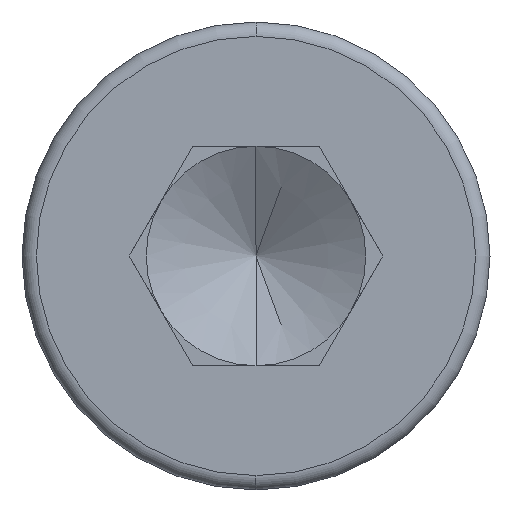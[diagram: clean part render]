
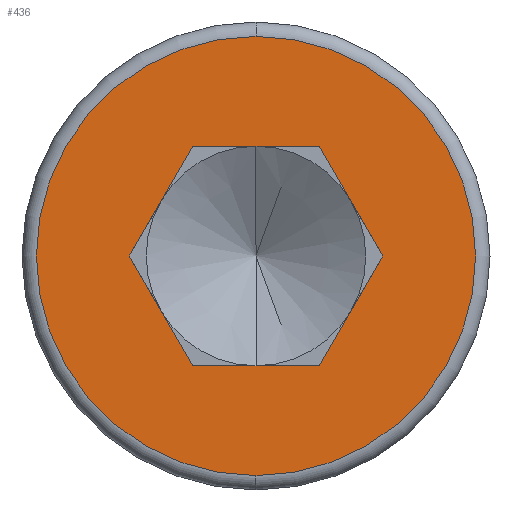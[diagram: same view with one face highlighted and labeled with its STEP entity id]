
A CAD part, left-side view. The second image highlights one B-rep face of the part: STEP entity #436.
In plain terms, the highlighted planar face has unit normal (-1, 0, 0).
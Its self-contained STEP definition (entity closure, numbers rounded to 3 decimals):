
#6 = CARTESIAN_POINT ( 'NONE',  ( 0., -1.759, 3.048 ) ) ;
#20 = DIRECTION ( 'NONE',  ( -1., 0., 0. ) ) ;
#52 = CARTESIAN_POINT ( 'NONE',  ( 0., 0., 0. ) ) ;
#56 = DIRECTION ( 'NONE',  ( 0., -0.5, 0.866 ) ) ;
#64 = LINE ( 'NONE', #347, #629 ) ;
#76 = ORIENTED_EDGE ( 'NONE', *, *, #356, .F. ) ;
#94 = VERTEX_POINT ( 'NONE', #702 ) ;
#103 = AXIS2_PLACEMENT_3D ( 'NONE', #536, #20, #472 ) ;
#104 = CARTESIAN_POINT ( 'NONE',  ( 0., -1.759, 3.048 ) ) ;
#117 = LINE ( 'NONE', #691, #689 ) ;
#124 = VERTEX_POINT ( 'NONE', #360 ) ;
#138 = DIRECTION ( 'NONE',  ( 0., -1., 0. ) ) ;
#160 = CARTESIAN_POINT ( 'NONE',  ( 0., 1.759, 3.047 ) ) ;
#165 = VECTOR ( 'NONE', #305, 1000. ) ;
#181 = VERTEX_POINT ( 'NONE', #104 ) ;
#183 = CARTESIAN_POINT ( 'NONE',  ( 0., 1.759, -3.048 ) ) ;
#189 = FACE_BOUND ( 'NONE', #597, .T. ) ;
#212 = VERTEX_POINT ( 'NONE', #160 ) ;
#220 = EDGE_CURVE ( 'NONE', #124, #740, #657, .T. ) ;
#243 = FACE_OUTER_BOUND ( 'NONE', #550, .T. ) ;
#247 = EDGE_CURVE ( 'NONE', #94, #212, #64, .T. ) ;
#254 = PLANE ( 'NONE',  #103 ) ;
#255 = ORIENTED_EDGE ( 'NONE', *, *, #289, .T. ) ;
#277 = VERTEX_POINT ( 'NONE', #734 ) ;
#289 = EDGE_CURVE ( 'NONE', #181, #410, #117, .T. ) ;
#297 = CARTESIAN_POINT ( 'NONE',  ( 0., -1.759, -3.047 ) ) ;
#301 = LINE ( 'NONE', #183, #678 ) ;
#305 = DIRECTION ( 'NONE',  ( 0., -0.5, -0.866 ) ) ;
#316 = DIRECTION ( 'NONE',  ( 0., 0., 1. ) ) ;
#328 = AXIS2_PLACEMENT_3D ( 'NONE', #52, #465, #416 ) ;
#336 = AXIS2_PLACEMENT_3D ( 'NONE', #386, #614, #316 ) ;
#340 = VECTOR ( 'NONE', #481, 1000. ) ;
#347 = CARTESIAN_POINT ( 'NONE',  ( 0., 3.519, 0. ) ) ;
#356 = EDGE_CURVE ( 'NONE', #181, #212, #625, .T. ) ;
#360 = CARTESIAN_POINT ( 'NONE',  ( 0., 0., 6.1 ) ) ;
#373 = EDGE_CURVE ( 'NONE', #740, #124, #432, .T. ) ;
#386 = CARTESIAN_POINT ( 'NONE',  ( 0., 0., 0. ) ) ;
#394 = EDGE_CURVE ( 'NONE', #94, #277, #593, .T. ) ;
#410 = VERTEX_POINT ( 'NONE', #476 ) ;
#416 = DIRECTION ( 'NONE',  ( 0., 0., 1. ) ) ;
#432 = CIRCLE ( 'NONE', #328, 6.1 ) ;
#436 = ADVANCED_FACE ( 'NONE', ( #189, #243 ), #254, .T. ) ;
#458 = EDGE_CURVE ( 'NONE', #277, #482, #301, .T. ) ;
#462 = DIRECTION ( 'NONE',  ( 0., 1., 0. ) ) ;
#465 = DIRECTION ( 'NONE',  ( -1., 0., 0. ) ) ;
#472 = DIRECTION ( 'NONE',  ( 0., 0., 1. ) ) ;
#476 = CARTESIAN_POINT ( 'NONE',  ( 0., -3.519, 0. ) ) ;
#481 = DIRECTION ( 'NONE',  ( 0., 0.5, -0.866 ) ) ;
#482 = VERTEX_POINT ( 'NONE', #297 ) ;
#522 = ORIENTED_EDGE ( 'NONE', *, *, #394, .F. ) ;
#536 = CARTESIAN_POINT ( 'NONE',  ( 0., 0., 0. ) ) ;
#539 = ORIENTED_EDGE ( 'NONE', *, *, #373, .T. ) ;
#543 = ORIENTED_EDGE ( 'NONE', *, *, #247, .T. ) ;
#550 = EDGE_LOOP ( 'NONE', ( #710, #539 ) ) ;
#575 = EDGE_CURVE ( 'NONE', #410, #482, #662, .T. ) ;
#593 = LINE ( 'NONE', #703, #165 ) ;
#597 = EDGE_LOOP ( 'NONE', ( #543, #76, #255, #627, #683, #522 ) ) ;
#614 = DIRECTION ( 'NONE',  ( -1., 0., 0. ) ) ;
#625 = LINE ( 'NONE', #6, #651 ) ;
#627 = ORIENTED_EDGE ( 'NONE', *, *, #575, .T. ) ;
#629 = VECTOR ( 'NONE', #56, 1000. ) ;
#651 = VECTOR ( 'NONE', #462, 1000. ) ;
#657 = CIRCLE ( 'NONE', #336, 6.1 ) ;
#662 = LINE ( 'NONE', #723, #340 ) ;
#678 = VECTOR ( 'NONE', #138, 1000. ) ;
#679 = CARTESIAN_POINT ( 'NONE',  ( 0., 0., -6.1 ) ) ;
#683 = ORIENTED_EDGE ( 'NONE', *, *, #458, .F. ) ;
#689 = VECTOR ( 'NONE', #737, 1000. ) ;
#691 = CARTESIAN_POINT ( 'NONE',  ( 0., -1.759, 3.048 ) ) ;
#702 = CARTESIAN_POINT ( 'NONE',  ( 0., 3.519, 0. ) ) ;
#703 = CARTESIAN_POINT ( 'NONE',  ( 0., 3.519, 0. ) ) ;
#710 = ORIENTED_EDGE ( 'NONE', *, *, #220, .T. ) ;
#723 = CARTESIAN_POINT ( 'NONE',  ( 0., -3.519, 0. ) ) ;
#734 = CARTESIAN_POINT ( 'NONE',  ( 0., 1.759, -3.048 ) ) ;
#737 = DIRECTION ( 'NONE',  ( 0., -0.5, -0.866 ) ) ;
#740 = VERTEX_POINT ( 'NONE', #679 ) ;
